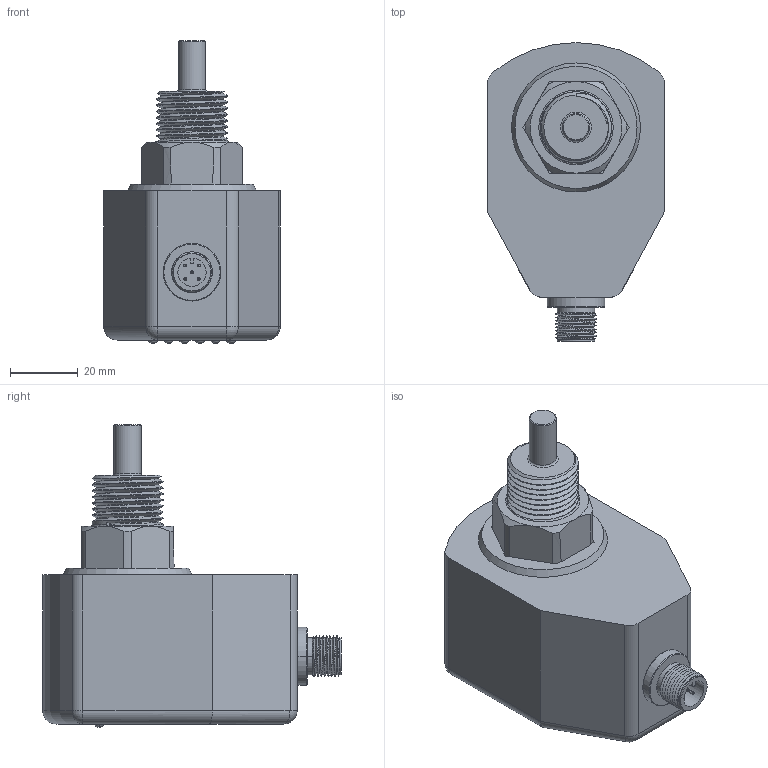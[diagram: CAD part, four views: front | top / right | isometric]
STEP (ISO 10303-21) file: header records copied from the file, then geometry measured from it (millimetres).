
FILE_DESCRIPTION(/* description */ (''),/* implementation_level */ '2;1');
FILE_NAME(/* name */ '_3D_FS100-G12MM30-R12外螺纹-航空插头-探杆长度含螺纹30mm.stp',/* time_stamp */ '2023-04-19T10:34:57+08:00',/* author */ (''),/* organization */ (''),/* preprocessor_version */ 'ST-DEVELOPER v16',/* originating_system */ 'SIEMENS PLM Software NX 10.0',/* authorisation */ '');
FILE_SCHEMA (('CONFIG_CONTROL_DESIGN'));
Length unit declared in the file: millimetre
Products named in the file (1): 30mm_step
Bounding box: 52 x 88 x 89.3 mm (x, y, z)
Volume: 58428.7 mm3; surface area: 37837.6 mm2
Topology: 1 solids, 4 shells, 757 faces, 2018 edges, 1315 vertices
Faces by surface type: plane 565, cylinder 112, cone 34, sphere 27, bspline 12, torus 7
Full cylindrical faces by diameter (mm): 5.7 x1, 6 x1, 8 x1, 12.2 x2, 18 x1
Entity records: 26055 total; most frequent: CARTESIAN_POINT 7331, ORIENTED_EDGE 3928, DIRECTION 3658, EDGE_CURVE 1964, LINE 1566, VECTOR 1566, VERTEX_POINT 1298, AXIS2_PLACEMENT_3D 1046
